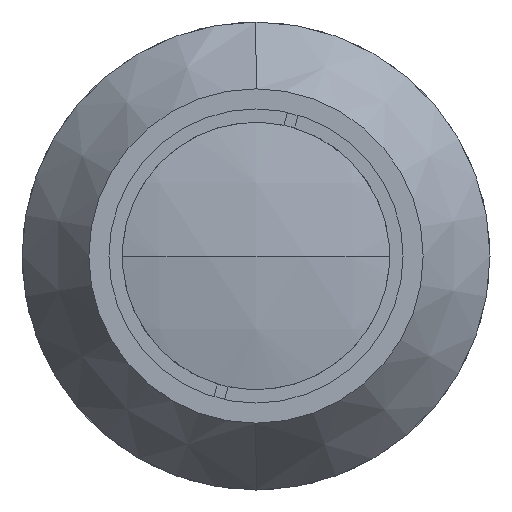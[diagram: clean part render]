
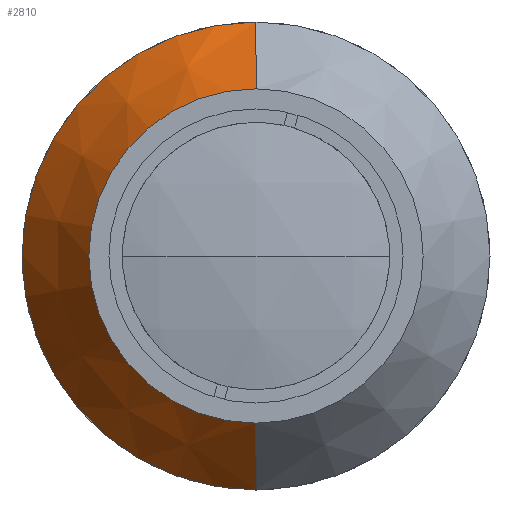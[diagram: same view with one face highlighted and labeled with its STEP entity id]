
A CAD part, left-side view. The second image highlights one B-rep face of the part: STEP entity #2810.
In plain terms, the highlighted conical face has half-angle 35 degrees and reference radius 21 mm.
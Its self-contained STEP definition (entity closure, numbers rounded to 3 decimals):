
#254 = DIRECTION ( 'NONE',  ( 0.819, 0., -0.574 ) ) ;
#292 = DIRECTION ( 'NONE',  ( -1., 0., 0. ) ) ;
#327 = LINE ( 'NONE', #3326, #4287 ) ;
#492 = ORIENTED_EDGE ( 'NONE', *, *, #1198, .T. ) ;
#574 = CARTESIAN_POINT ( 'NONE',  ( 15., 0., -15. ) ) ;
#597 = CARTESIAN_POINT ( 'NONE',  ( 23.569, 0., -21. ) ) ;
#1198 = EDGE_CURVE ( 'NONE', #3862, #4712, #327, .T. ) ;
#1206 = CARTESIAN_POINT ( 'NONE',  ( 15., 0., 0. ) ) ;
#1412 = ORIENTED_EDGE ( 'NONE', *, *, #3637, .F. ) ;
#1439 = VERTEX_POINT ( 'NONE', #574 ) ;
#1514 = CARTESIAN_POINT ( 'NONE',  ( 15., 0., 15. ) ) ;
#2081 = DIRECTION ( 'NONE',  ( 0., 0., 1. ) ) ;
#2334 = CIRCLE ( 'NONE', #3509, 21. ) ;
#2482 = EDGE_LOOP ( 'NONE', ( #3591, #492, #3646, #1412 ) ) ;
#2496 = VECTOR ( 'NONE', #254, 1000. ) ;
#2618 = CARTESIAN_POINT ( 'NONE',  ( 23.569, 0., -21. ) ) ;
#2676 = CONICAL_SURFACE ( 'NONE', #4170, 21., 0.611 ) ;
#2810 = ADVANCED_FACE ( 'NONE', ( #3129 ), #2676, .T. ) ;
#2813 = CIRCLE ( 'NONE', #3436, 15. ) ;
#3024 = DIRECTION ( 'NONE',  ( -1., 0., 0. ) ) ;
#3129 = FACE_OUTER_BOUND ( 'NONE', #2482, .T. ) ;
#3153 = DIRECTION ( 'NONE',  ( 1., 0., 0. ) ) ;
#3168 = CARTESIAN_POINT ( 'NONE',  ( 23.569, 0., 21. ) ) ;
#3326 = CARTESIAN_POINT ( 'NONE',  ( 23.569, 0., 21. ) ) ;
#3436 = AXIS2_PLACEMENT_3D ( 'NONE', #1206, #3024, #4530 ) ;
#3509 = AXIS2_PLACEMENT_3D ( 'NONE', #3622, #292, #2081 ) ;
#3540 = CARTESIAN_POINT ( 'NONE',  ( 23.569, 0., 0. ) ) ;
#3591 = ORIENTED_EDGE ( 'NONE', *, *, #4423, .F. ) ;
#3622 = CARTESIAN_POINT ( 'NONE',  ( 23.569, 0., 0. ) ) ;
#3637 = EDGE_CURVE ( 'NONE', #1439, #4606, #4394, .T. ) ;
#3646 = ORIENTED_EDGE ( 'NONE', *, *, #3699, .T. ) ;
#3699 = EDGE_CURVE ( 'NONE', #4712, #4606, #2334, .T. ) ;
#3862 = VERTEX_POINT ( 'NONE', #1514 ) ;
#4170 = AXIS2_PLACEMENT_3D ( 'NONE', #3540, #3153, #4703 ) ;
#4287 = VECTOR ( 'NONE', #4509, 1000. ) ;
#4394 = LINE ( 'NONE', #597, #2496 ) ;
#4423 = EDGE_CURVE ( 'NONE', #3862, #1439, #2813, .T. ) ;
#4509 = DIRECTION ( 'NONE',  ( 0.819, 0., 0.574 ) ) ;
#4530 = DIRECTION ( 'NONE',  ( 0., 0., 1. ) ) ;
#4606 = VERTEX_POINT ( 'NONE', #2618 ) ;
#4703 = DIRECTION ( 'NONE',  ( 0., 0., -1. ) ) ;
#4712 = VERTEX_POINT ( 'NONE', #3168 ) ;
